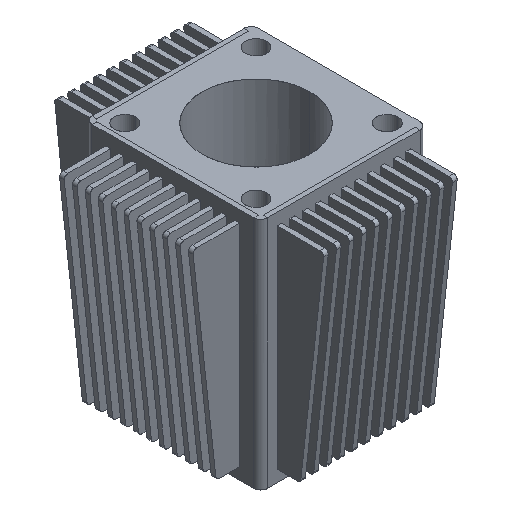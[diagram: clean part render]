
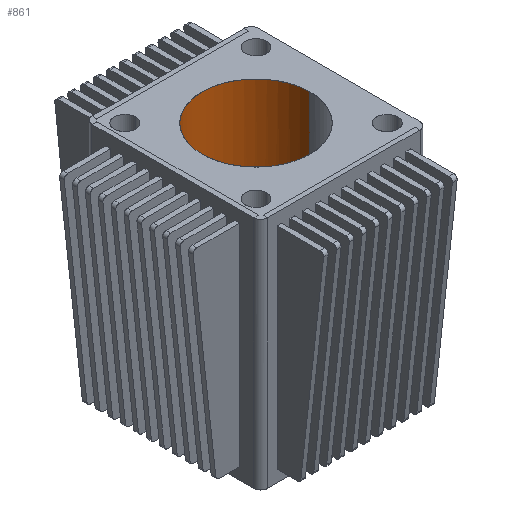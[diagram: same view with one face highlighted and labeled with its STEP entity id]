
A CAD part, isometric view. The second image highlights one B-rep face of the part: STEP entity #861.
In plain terms, the highlighted free-form (B-spline) face has degree [1, 3] with [2, 7] control points.
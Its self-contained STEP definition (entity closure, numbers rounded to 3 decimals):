
#861 = ADVANCED_FACE('',(#862),#913,.T.);
#862 = FACE_BOUND('',#863,.T.);
#863 = EDGE_LOOP('',(#864,#873,#896,#903));
#864 = ORIENTED_EDGE('',*,*,#865,.T.);
#865 = EDGE_CURVE('',#866,#868,#870,.T.);
#866 = VERTEX_POINT('',#867);
#867 = CARTESIAN_POINT('',(15.81,-44.517,
    169.822));
#868 = VERTEX_POINT('',#869);
#869 = CARTESIAN_POINT('',(15.81,-44.517,
    67.174));
#870 = B_SPLINE_CURVE_WITH_KNOTS('',1,(#871,#872),.UNSPECIFIED.,.F.,.F.,
  (2,2),(0.,1.),.PIECEWISE_BEZIER_KNOTS.);
#871 = CARTESIAN_POINT('',(15.81,-44.517,
    169.822));
#872 = CARTESIAN_POINT('',(15.81,-44.517,
    67.174));
#873 = ORIENTED_EDGE('',*,*,#874,.T.);
#874 = EDGE_CURVE('',#868,#875,#877,.T.);
#875 = VERTEX_POINT('',#876);
#876 = CARTESIAN_POINT('',(63.028,-44.517,
    67.174));
#877 = B_SPLINE_CURVE_WITH_KNOTS('',3,(#878,#879,#880,#881,#882,#883,
    #884,#885,#886,#887,#888,#889,#890,#891,#892,#893,#894,#895),
  .UNSPECIFIED.,.F.,.F.,(4,2,2,2,2,2,2,2,4),(0.,0.125,0.25,0.375,0.5,
    0.625,0.75,0.875,1.),.UNSPECIFIED.);
#878 = CARTESIAN_POINT('',(15.81,-44.517,
    67.174));
#879 = CARTESIAN_POINT('',(15.81,-41.424,
    67.174));
#880 = CARTESIAN_POINT('',(16.424,-38.34,
    67.174));
#881 = CARTESIAN_POINT('',(18.791,-32.625,
    67.174));
#882 = CARTESIAN_POINT('',(20.538,-30.01,
    67.174));
#883 = CARTESIAN_POINT('',(24.912,-25.636,
    67.174));
#884 = CARTESIAN_POINT('',(27.527,-23.889,67.174
    ));
#885 = CARTESIAN_POINT('',(33.242,-21.522,
    67.174));
#886 = CARTESIAN_POINT('',(36.326,-20.908,
    67.174));
#887 = CARTESIAN_POINT('',(42.512,-20.908,
    67.174));
#888 = CARTESIAN_POINT('',(45.597,-21.522,67.174
    ));
#889 = CARTESIAN_POINT('',(51.312,-23.889,
    67.174));
#890 = CARTESIAN_POINT('',(53.926,-25.636,
    67.174));
#891 = CARTESIAN_POINT('',(58.3,-30.01,
    67.174));
#892 = CARTESIAN_POINT('',(60.048,-32.625,
    67.174));
#893 = CARTESIAN_POINT('',(62.415,-38.34,
    67.174));
#894 = CARTESIAN_POINT('',(63.028,-41.424,
    67.174));
#895 = CARTESIAN_POINT('',(63.028,-44.517,
    67.174));
#896 = ORIENTED_EDGE('',*,*,#897,.T.);
#897 = EDGE_CURVE('',#875,#898,#900,.T.);
#898 = VERTEX_POINT('',#899);
#899 = CARTESIAN_POINT('',(63.028,-44.517,
    169.822));
#900 = B_SPLINE_CURVE_WITH_KNOTS('',1,(#901,#902),.UNSPECIFIED.,.F.,.F.,
  (2,2),(0.,1.),.PIECEWISE_BEZIER_KNOTS.);
#901 = CARTESIAN_POINT('',(63.028,-44.517,
    67.174));
#902 = CARTESIAN_POINT('',(63.028,-44.517,
    169.822));
#903 = ORIENTED_EDGE('',*,*,#904,.T.);
#904 = EDGE_CURVE('',#898,#866,#905,.T.);
#905 = ( BOUNDED_CURVE() B_SPLINE_CURVE(3,(#906,#907,#908,#909,#910,#911
,#912),.UNSPECIFIED.,.F.,.F.) B_SPLINE_CURVE_WITH_KNOTS((4,3,4),(0.,0.5,
1.),.PIECEWISE_BEZIER_KNOTS.) CURVE() GEOMETRIC_REPRESENTATION_ITEM() 
RATIONAL_B_SPLINE_CURVE((1.,0.805,0.805,1.,
0.805,0.805,1.)) REPRESENTATION_ITEM('') );
#906 = CARTESIAN_POINT('',(63.028,-44.517,
    169.822));
#907 = CARTESIAN_POINT('',(63.028,-30.687,
    169.822));
#908 = CARTESIAN_POINT('',(53.249,-20.908,
    169.822));
#909 = CARTESIAN_POINT('',(39.419,-20.908,
    169.822));
#910 = CARTESIAN_POINT('',(25.589,-20.908,
    169.822));
#911 = CARTESIAN_POINT('',(15.81,-30.687,
    169.822));
#912 = CARTESIAN_POINT('',(15.81,-44.517,
    169.822));
#913 = ( BOUNDED_SURFACE() B_SPLINE_SURFACE(1,3,(
    (#914,#915,#916,#917,#918,#919,#920)
    ,(#921,#922,#923,#924,#925,#926,#927
)),.UNSPECIFIED.,.F.,.F.,.F.) B_SPLINE_SURFACE_WITH_KNOTS((2,2),(4,3,4),
  (0.,1.),(0.,0.5,1.),.PIECEWISE_BEZIER_KNOTS.) 
GEOMETRIC_REPRESENTATION_ITEM() RATIONAL_B_SPLINE_SURFACE((
    (1.,0.805,0.805,1.,0.805,0.805
      ,1.)
    ,(1.,0.805,0.805,1.,0.805,0.805
,1.))) REPRESENTATION_ITEM('') SURFACE() );
#914 = CARTESIAN_POINT('',(15.81,-44.517,
    169.822));
#915 = CARTESIAN_POINT('',(15.81,-30.687,
    169.822));
#916 = CARTESIAN_POINT('',(25.589,-20.908,
    169.822));
#917 = CARTESIAN_POINT('',(39.419,-20.908,
    169.822));
#918 = CARTESIAN_POINT('',(53.249,-20.908,
    169.822));
#919 = CARTESIAN_POINT('',(63.028,-30.687,
    169.822));
#920 = CARTESIAN_POINT('',(63.028,-44.517,
    169.822));
#921 = CARTESIAN_POINT('',(15.81,-44.517,
    67.174));
#922 = CARTESIAN_POINT('',(15.81,-30.687,
    67.174));
#923 = CARTESIAN_POINT('',(25.589,-20.908,
    67.174));
#924 = CARTESIAN_POINT('',(39.419,-20.908,
    67.174));
#925 = CARTESIAN_POINT('',(53.249,-20.908,
    67.174));
#926 = CARTESIAN_POINT('',(63.028,-30.687,
    67.174));
#927 = CARTESIAN_POINT('',(63.028,-44.517,
    67.174));
